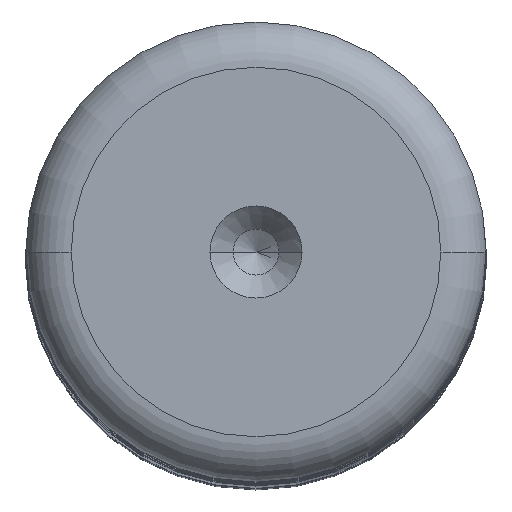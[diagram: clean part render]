
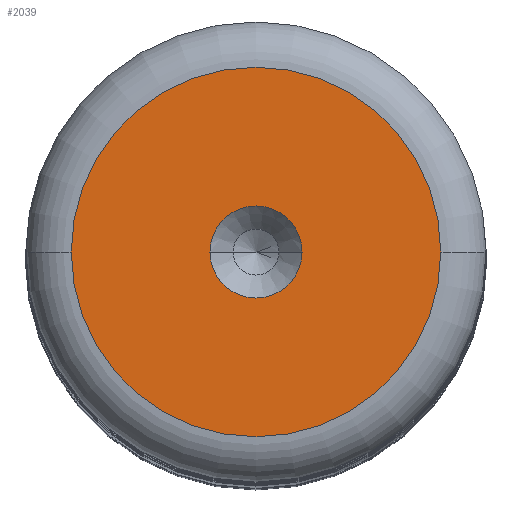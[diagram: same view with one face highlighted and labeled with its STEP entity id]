
A CAD part, top view. The second image highlights one B-rep face of the part: STEP entity #2039.
In plain terms, the highlighted planar face has unit normal (0, 0, 1).
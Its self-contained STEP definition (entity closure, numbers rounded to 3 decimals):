
#20 = DIRECTION ( 'NONE',  ( 0., 0., 1. ) ) ;
#56 = CARTESIAN_POINT ( 'NONE',  ( 4.011, 0., 90. ) ) ;
#63 = EDGE_CURVE ( 'NONE', #533, #2022, #2016, .T. ) ;
#80 = FACE_OUTER_BOUND ( 'NONE', #89, .T. ) ;
#89 = EDGE_LOOP ( 'NONE', ( #1213, #1093 ) ) ;
#132 = CARTESIAN_POINT ( 'NONE',  ( 0., 0., 90. ) ) ;
#134 = DIRECTION ( 'NONE',  ( 1., 0., 0. ) ) ;
#261 = CIRCLE ( 'NONE', #323, 4.011 ) ;
#299 = VERTEX_POINT ( 'NONE', #583 ) ;
#323 = AXIS2_PLACEMENT_3D ( 'NONE', #1182, #20, #1387 ) ;
#324 = ORIENTED_EDGE ( 'NONE', *, *, #744, .F. ) ;
#332 = ORIENTED_EDGE ( 'NONE', *, *, #2419, .F. ) ;
#370 = CARTESIAN_POINT ( 'NONE',  ( -4.011, 0., 90. ) ) ;
#520 = EDGE_LOOP ( 'NONE', ( #332, #324 ) ) ;
#533 = VERTEX_POINT ( 'NONE', #56 ) ;
#539 = AXIS2_PLACEMENT_3D ( 'NONE', #132, #1903, #2420 ) ;
#572 = DIRECTION ( 'NONE',  ( 1., 0., 0. ) ) ;
#583 = CARTESIAN_POINT ( 'NONE',  ( -1., 0., 90. ) ) ;
#585 = FACE_BOUND ( 'NONE', #520, .T. ) ;
#700 = AXIS2_PLACEMENT_3D ( 'NONE', #1352, #1739, #572 ) ;
#744 = EDGE_CURVE ( 'NONE', #299, #1191, #1699, .T. ) ;
#753 = PLANE ( 'NONE',  #700 ) ;
#870 = DIRECTION ( 'NONE',  ( 0., 0., 1. ) ) ;
#1093 = ORIENTED_EDGE ( 'NONE', *, *, #1252, .T. ) ;
#1182 = CARTESIAN_POINT ( 'NONE',  ( 0., 0., 90. ) ) ;
#1191 = VERTEX_POINT ( 'NONE', #2103 ) ;
#1213 = ORIENTED_EDGE ( 'NONE', *, *, #63, .T. ) ;
#1252 = EDGE_CURVE ( 'NONE', #2022, #533, #261, .T. ) ;
#1306 = DIRECTION ( 'NONE',  ( 0., 0., 1. ) ) ;
#1352 = CARTESIAN_POINT ( 'NONE',  ( 0., 0., 90. ) ) ;
#1387 = DIRECTION ( 'NONE',  ( 1., 0., 0. ) ) ;
#1570 = AXIS2_PLACEMENT_3D ( 'NONE', #2023, #870, #2192 ) ;
#1699 = CIRCLE ( 'NONE', #2245, 1. ) ;
#1739 = DIRECTION ( 'NONE',  ( 0., 0., 1. ) ) ;
#1903 = DIRECTION ( 'NONE',  ( 0., 0., 1. ) ) ;
#2016 = CIRCLE ( 'NONE', #539, 4.011 ) ;
#2022 = VERTEX_POINT ( 'NONE', #370 ) ;
#2023 = CARTESIAN_POINT ( 'NONE',  ( 0., 0., 90. ) ) ;
#2039 = ADVANCED_FACE ( 'NONE', ( #585, #80 ), #753, .T. ) ;
#2103 = CARTESIAN_POINT ( 'NONE',  ( 1., 0., 90. ) ) ;
#2192 = DIRECTION ( 'NONE',  ( 1., 0., 0. ) ) ;
#2245 = AXIS2_PLACEMENT_3D ( 'NONE', #2414, #1306, #134 ) ;
#2337 = CIRCLE ( 'NONE', #1570, 1. ) ;
#2414 = CARTESIAN_POINT ( 'NONE',  ( 0., 0., 90. ) ) ;
#2419 = EDGE_CURVE ( 'NONE', #1191, #299, #2337, .T. ) ;
#2420 = DIRECTION ( 'NONE',  ( 1., 0., 0. ) ) ;
